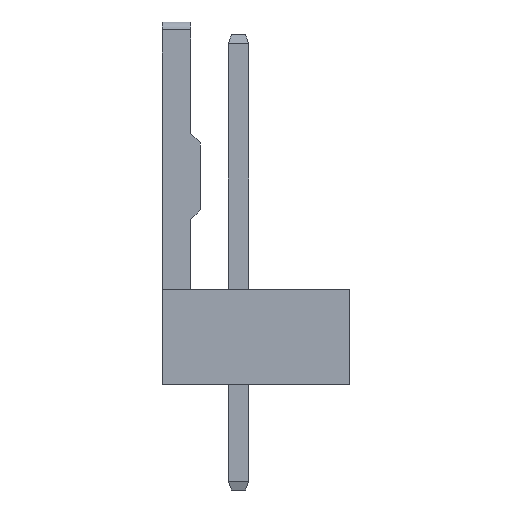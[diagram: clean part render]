
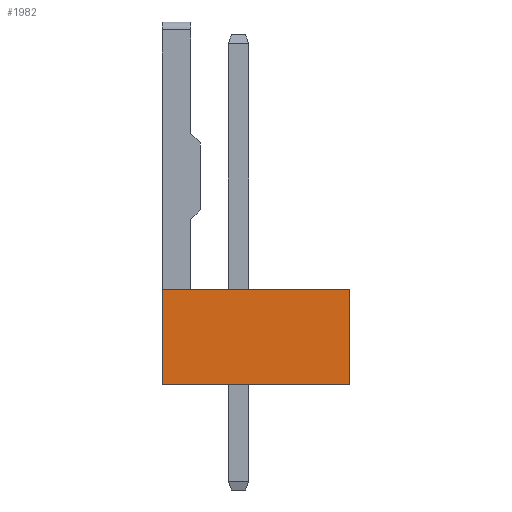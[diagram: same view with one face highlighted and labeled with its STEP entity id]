
A CAD part, left-side view. The second image highlights one B-rep face of the part: STEP entity #1982.
In plain terms, the highlighted planar face has unit normal (-1, 0, 0).
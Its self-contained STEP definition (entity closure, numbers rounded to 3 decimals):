
#105=FACE_OUTER_BOUND('',#215,.T.);
#215=EDGE_LOOP('',(#1476,#1477,#1478,#1479));
#384=LINE('',#3014,#638);
#390=LINE('',#3028,#644);
#396=LINE('',#3038,#650);
#409=LINE('',#3065,#663);
#638=VECTOR('',#2492,1000.);
#644=VECTOR('',#2504,1000.);
#650=VECTOR('',#2512,1000.);
#663=VECTOR('',#2537,1000.);
#856=VERTEX_POINT('',#3011);
#857=VERTEX_POINT('',#3013);
#861=VERTEX_POINT('',#3025);
#862=VERTEX_POINT('',#3027);
#1059=EDGE_CURVE('',#856,#857,#384,.T.);
#1066=EDGE_CURVE('',#862,#861,#390,.T.);
#1072=EDGE_CURVE('',#861,#857,#396,.T.);
#1085=EDGE_CURVE('',#856,#862,#409,.T.);
#1476=ORIENTED_EDGE('',*,*,#1072,.T.);
#1477=ORIENTED_EDGE('',*,*,#1059,.F.);
#1478=ORIENTED_EDGE('',*,*,#1085,.T.);
#1479=ORIENTED_EDGE('',*,*,#1066,.T.);
#1767=PLANE('',#2219);
#1982=ADVANCED_FACE('',(#105),#1767,.T.);
#2219=AXIS2_PLACEMENT_3D('',#3066,#2538,#2539);
#2492=DIRECTION('',(0.,0.,1.));
#2504=DIRECTION('',(0.,0.,1.));
#2512=DIRECTION('',(0.,1.,0.));
#2537=DIRECTION('',(0.,-1.,0.));
#2538=DIRECTION('center_axis',(-1.,0.,0.));
#2539=DIRECTION('ref_axis',(0.,0.,1.));
#3011=CARTESIAN_POINT('',(-1.27,2.4,0.));
#3013=CARTESIAN_POINT('',(-1.27,2.4,3.));
#3014=CARTESIAN_POINT('',(-1.27,2.4,0.));
#3025=CARTESIAN_POINT('',(-1.27,-3.5,3.));
#3027=CARTESIAN_POINT('',(-1.27,-3.5,0.));
#3028=CARTESIAN_POINT('',(-1.27,-3.5,0.));
#3038=CARTESIAN_POINT('',(-1.27,2.4,3.));
#3065=CARTESIAN_POINT('',(-1.27,2.4,0.));
#3066=CARTESIAN_POINT('Origin',(-1.27,2.4,0.));
